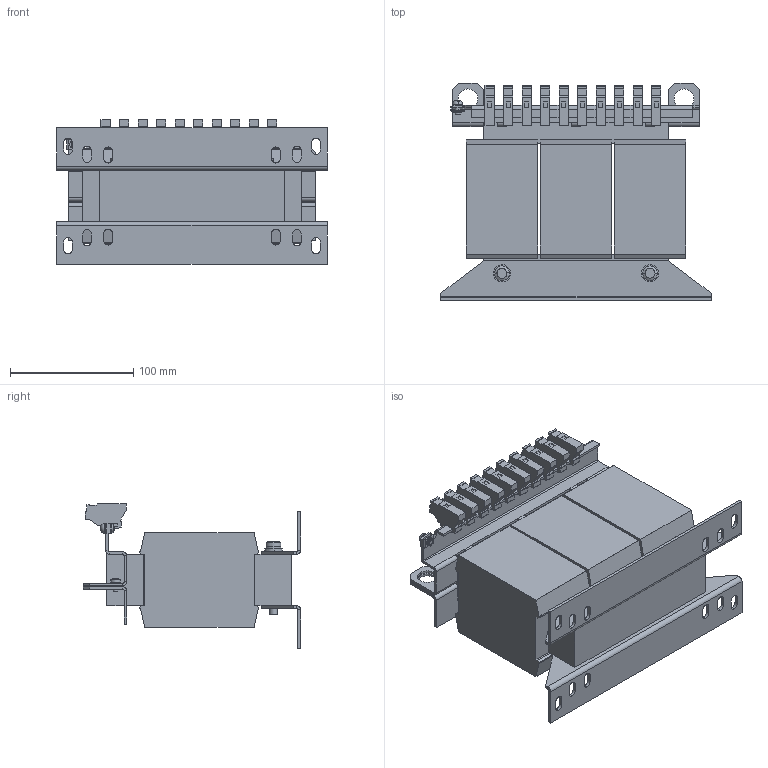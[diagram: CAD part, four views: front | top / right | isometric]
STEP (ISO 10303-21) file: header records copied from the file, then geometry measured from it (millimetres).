
FILE_DESCRIPTION (( 'STEP AP214' ), '1' );
FILE_NAME ('193343.STEP', '2020-05-28T17:36:48', ( '' ), ( '' ), 'SwSTEP 2.0', 'SolidWorks 2018', '' );
FILE_SCHEMA (( 'AUTOMOTIVE_DESIGN' ));
Length unit declared in the file: millimetre
Products named in the file (1): 193343
Bounding box: 219 x 176 x 117 mm (x, y, z)
Volume: 1713999.5 mm3; surface area: 221744.1 mm2
Topology: 1 solids, 1 shells, 852 faces, 2292 edges, 1478 vertices
Faces by surface type: plane 643, cylinder 181, torus 14, sphere 8, cone 6
Entity records: 26509 total; most frequent: CARTESIAN_POINT 4747, ORIENTED_EDGE 4580, DIRECTION 4399, EDGE_CURVE 2290, VECTOR 1831, LINE 1831, VERTEX_POINT 1478, AXIS2_PLACEMENT_3D 1284
